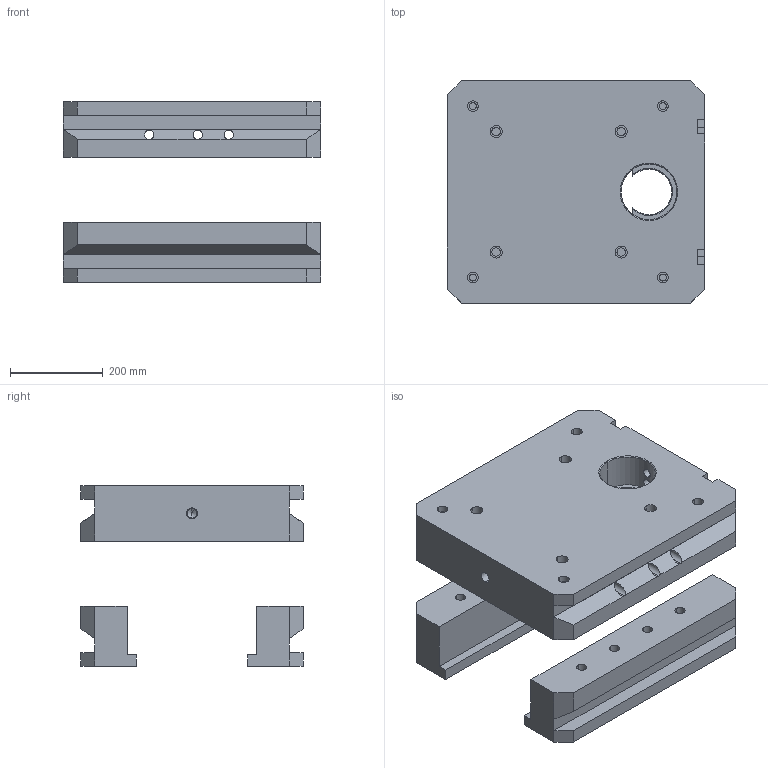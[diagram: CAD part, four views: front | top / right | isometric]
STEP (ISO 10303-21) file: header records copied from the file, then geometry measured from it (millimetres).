
FILE_DESCRIPTION((''),'2;1');
FILE_NAME('2139-UP-S_1_ASM','2018-11-16T',('Administrator'),(''),'CREO PARAMETRIC BY PTC INC, 2014190','CREO PARAMETRIC BY PTC INC, 2014190','');
FILE_SCHEMA(('CONFIG_CONTROL_DESIGN'));
Length unit declared in the file: millimetre
Products named in the file (4): 2139-UP-S_1_7; 2139-UP-S_1_9; 2139-UP-S_1_40; 2139-UP-S_1_ASM
Assembly tree (3 placements, depth 2):
  2139-UP-S_1_ASM
    2139-UP-S_1_7
    2139-UP-S_1_9
    2139-UP-S_1_40
Bounding box: 555 x 480 x 390.3 mm (x, y, z)
Volume: 34112033.4 mm3; surface area: 1728866.1 mm2
Topology: 3 solids, 3 shells, 218 faces, 557 edges, 357 vertices
Faces by surface type: cylinder 107, plane 96, cone 15
Entity records: 7076 total; most frequent: CARTESIAN_POINT 1453, DIRECTION 1200, ORIENTED_EDGE 1102, EDGE_CURVE 551, AXIS2_PLACEMENT_3D 442, VERTEX_POINT 357, VECTOR 316, LINE 316
